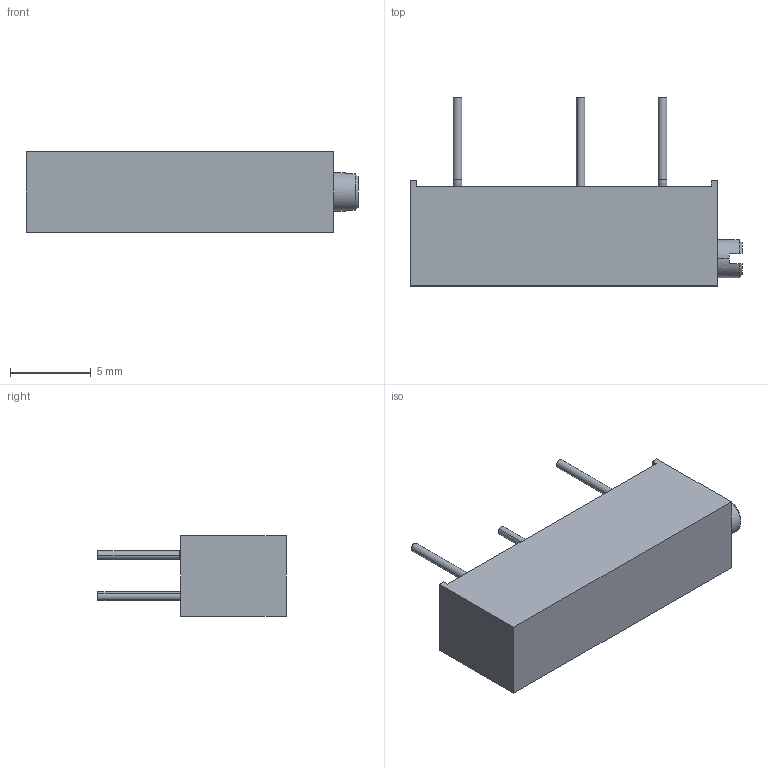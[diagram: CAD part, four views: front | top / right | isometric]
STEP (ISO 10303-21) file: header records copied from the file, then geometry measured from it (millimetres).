
FILE_DESCRIPTION((''),'2;1');
FILE_NAME('89-35_P_SW0002','2012-02-21T',('bmozley'),(''),'PRO/ENGINEER BY PARAMETRIC TECHNOLOGY CORPORATION, 2011370','PRO/ENGINEER BY PARAMETRIC TECHNOLOGY CORPORATION, 2011370','');
FILE_SCHEMA(('CONFIG_CONTROL_DESIGN'));
Length unit declared in the file: inch
Products named in the file (1): 89-35_P_SW0002
Bounding box: 20.57 x 11.66 x 5 mm (x, y, z)
Volume: 595 mm3; surface area: 537.5 mm2
Topology: 1 solids, 1 shells, 41 faces, 96 edges, 62 vertices
Faces by surface type: plane 23, cylinder 10, torus 6, cone 2
Entity records: 1290 total; most frequent: CARTESIAN_POINT 305, DIRECTION 194, ORIENTED_EDGE 192, EDGE_CURVE 96, AXIS2_PLACEMENT_3D 71, VERTEX_POINT 62, VECTOR 52, LINE 52
